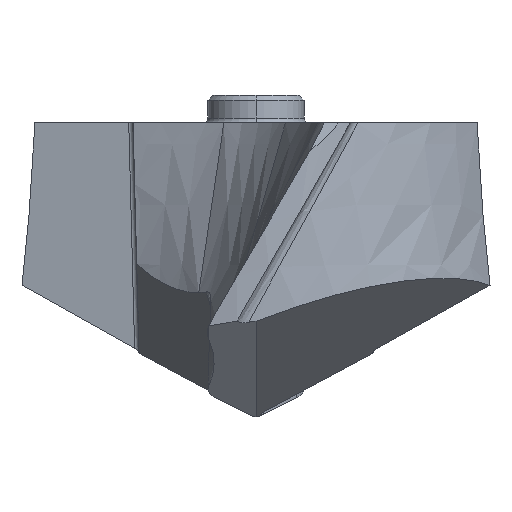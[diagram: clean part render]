
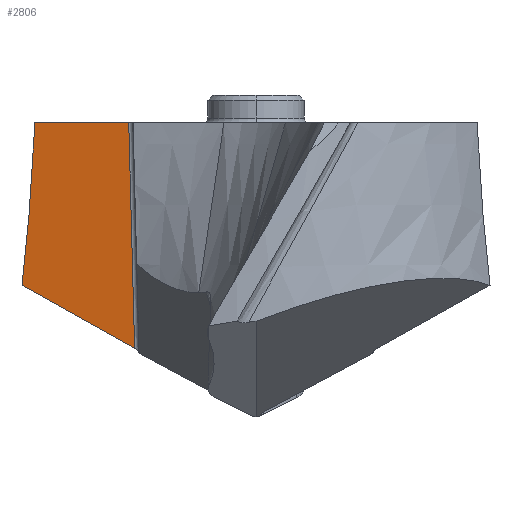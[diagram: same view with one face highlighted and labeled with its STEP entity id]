
A CAD part, left-side view. The second image highlights one B-rep face of the part: STEP entity #2806.
In plain terms, the highlighted planar face has unit normal (-0.925, 0.337, 0.174).
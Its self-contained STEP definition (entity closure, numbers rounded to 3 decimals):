
#262=DIRECTION('',(-0.342,-0.94,0.));
#263=VECTOR('',#262,3.081);
#264=CARTESIAN_POINT('',(4.24,6.824,0.));
#265=LINE('',#264,#263);
#275=CARTESIAN_POINT('',(4.24,6.824,0.));
#559=DIRECTION('',(0.379,0.808,0.451));
#560=VECTOR('',#559,4.301);
#561=CARTESIAN_POINT('',(1.815,3.747,-6.952));
#562=LINE('',#561,#560);
#1077=DIRECTION('',(-0.193,-0.026,-0.981));
#1078=VECTOR('',#1077,7.088);
#1079=CARTESIAN_POINT('',(3.186,3.929,
0.));
#1080=LINE('',#1079,#1078);
#1100=CARTESIAN_POINT('',(1.815,3.747,-6.952));
#1109=CARTESIAN_POINT('',(3.444,7.223,-5.013));
#1110=CARTESIAN_POINT('',(3.475,7.197,-4.797));
#1111=CARTESIAN_POINT('',(3.54,7.146,-4.352));
#1112=CARTESIAN_POINT('',(3.646,7.076,-3.652));
#1113=CARTESIAN_POINT('',(3.765,7.01,-2.89));
#1114=CARTESIAN_POINT('',(3.901,6.947,-2.045));
#1115=CARTESIAN_POINT('',(4.056,6.886,-1.099));
#1116=CARTESIAN_POINT('',(4.176,6.845,
-0.38));
#1117=CARTESIAN_POINT('',(4.24,6.824,0.));
#1453=VERTEX_POINT('',#275);
#1454=CARTESIAN_POINT('',(3.186,3.929,
0.));
#1455=VERTEX_POINT('',#1454);
#1522=VERTEX_POINT('',#1100);
#1523=CARTESIAN_POINT('',(3.444,7.223,-5.013));
#1524=VERTEX_POINT('',#1523);
#2794=CARTESIAN_POINT('',(-0.391,3.326,
-17.895));
#2795=DIRECTION('',(0.925,-0.337,-0.174));
#2796=DIRECTION('',(-0.326,-0.941,0.089));
#2797=AXIS2_PLACEMENT_3D('',#2794,#2795,#2796);
#2798=PLANE('',#2797);
#2800=ORIENTED_EDGE('',*,*,#2799,.T.);
#2801=ORIENTED_EDGE('',*,*,#1782,.T.);
#2802=ORIENTED_EDGE('',*,*,#2786,.T.);
#2803=ORIENTED_EDGE('',*,*,#2095,.T.);
#2804=EDGE_LOOP('',(#2800,#2801,#2802,#2803));
#2805=FACE_OUTER_BOUND('',#2804,.F.);
#1118=B_SPLINE_CURVE_WITH_KNOTS('',3,(#1109,#1110,#1111,#1112,#1113,#1114,#1115,
#1116,#1117),.UNSPECIFIED.,.F.,.F.,(4,1,1,1,1,1,4),(0.,0.167,
0.333,0.5,0.667,0.833,1.),
.UNSPECIFIED.);
#1782=EDGE_CURVE('',#1453,#1455,#265,.T.);
#2095=EDGE_CURVE('',#1522,#1524,#562,.T.);
#2786=EDGE_CURVE('',#1455,#1522,#1080,.T.);
#2799=EDGE_CURVE('',#1524,#1453,#1118,.T.);
#2806=ADVANCED_FACE('',(#2805),#2798,.F.);
